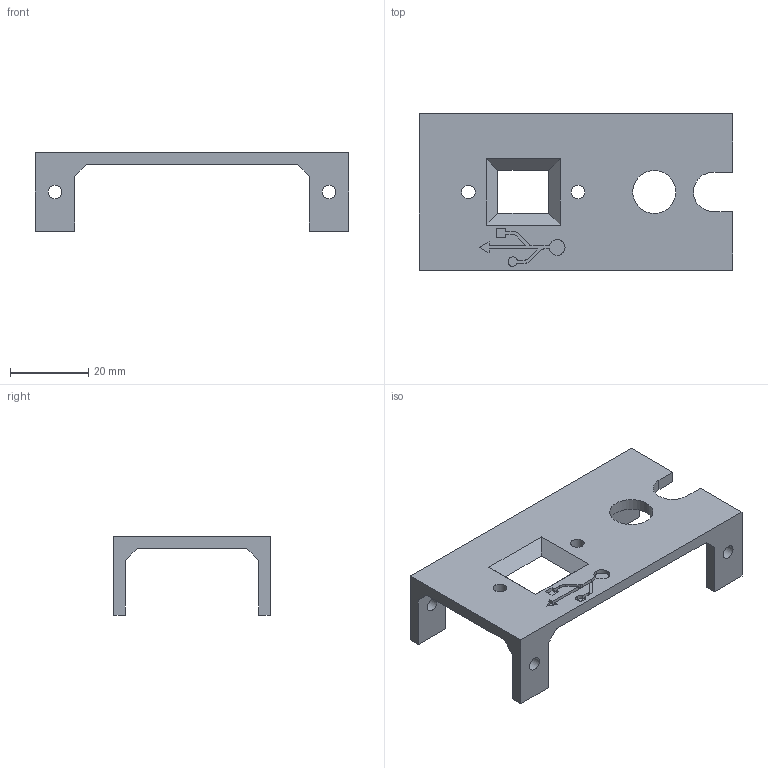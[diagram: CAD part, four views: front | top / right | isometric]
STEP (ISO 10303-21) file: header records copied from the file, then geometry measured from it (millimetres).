
FILE_DESCRIPTION(/* description */ (''),/* implementation_level */ '2;1');
FILE_NAME(/* name */ 'Rear USB Port.step',/* time_stamp */ '2020-06-08T21:14:42-05:00',/* author */ (''),/* organization */ (''),/* preprocessor_version */ 'ST-DEVELOPER v18.1',/* originating_system */ 'Autodesk Translation Framework v9.3.0.1241',/* authorisation */ '');
FILE_SCHEMA (('AUTOMOTIVE_DESIGN { 1 0 10303 214 3 1 1 }'));
Length unit declared in the file: millimetre
Products named in the file (1): Rear USB Port
Bounding box: 80 x 40 x 20 mm (x, y, z)
Volume: 10452.3 mm3; surface area: 8592.6 mm2
Topology: 1 solids, 1 shells, 81 faces, 230 edges, 152 vertices
Faces by surface type: plane 53, bspline 20, cylinder 8
Full cylindrical faces by diameter (mm): 3.5 x6, 11 x1
Entity records: 2710 total; most frequent: CARTESIAN_POINT 712, ORIENTED_EDGE 460, DIRECTION 330, EDGE_CURVE 230, LINE 174, VECTOR 174, VERTEX_POINT 152, EDGE_LOOP 98
